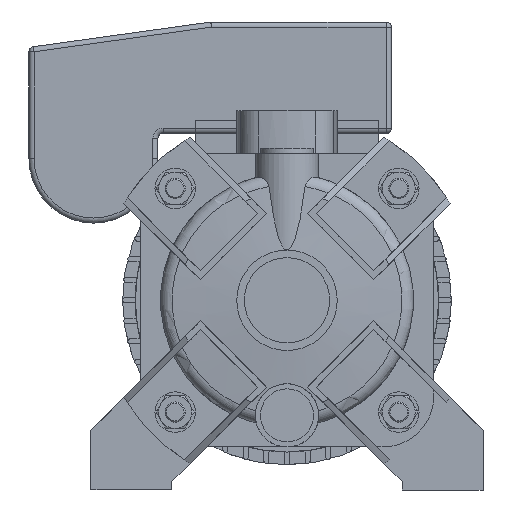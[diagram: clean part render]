
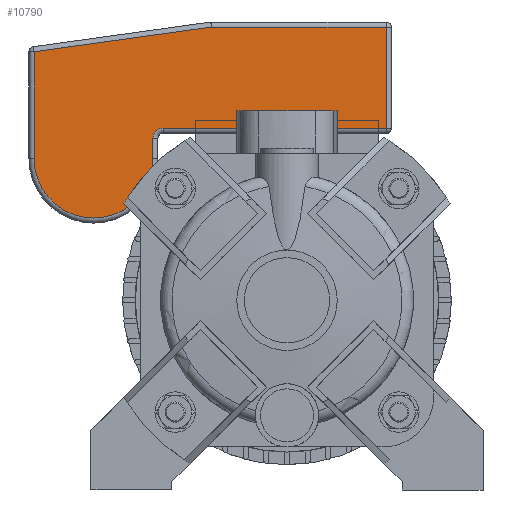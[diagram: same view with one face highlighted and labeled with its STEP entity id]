
A CAD part, left-side view. The second image highlights one B-rep face of the part: STEP entity #10790.
In plain terms, the highlighted planar face has unit normal (-1, 0, 0).
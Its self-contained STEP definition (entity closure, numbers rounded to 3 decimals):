
#1199=LINE('',#19558,#1978);
#1201=LINE('',#19567,#1980);
#1203=LINE('',#19605,#1982);
#1209=LINE('',#19621,#1988);
#1215=LINE('',#19630,#1994);
#1221=LINE('',#19639,#2000);
#1978=VECTOR('',#14719,10.);
#1980=VECTOR('',#14731,10.);
#1982=VECTOR('',#14775,10.);
#1988=VECTOR('',#14795,10.);
#1994=VECTOR('',#14807,10.);
#2000=VECTOR('',#14819,10.);
#2335=PLANE('',#11936);
#3087=FACE_OUTER_BOUND('',#3832,.T.);
#3832=EDGE_LOOP('',(#9859,#9860,#9861,#9862,#9863,#9864,#9865,#9866));
#4402=CIRCLE('',#11873,4.);
#4409=CIRCLE('',#11884,23.5);
#5415=VERTEX_POINT('',#19536);
#5417=VERTEX_POINT('',#19540);
#5420=VERTEX_POINT('',#19550);
#5421=VERTEX_POINT('',#19554);
#5423=VERTEX_POINT('',#19560);
#5429=VERTEX_POINT('',#19577);
#5435=VERTEX_POINT('',#19591);
#5438=VERTEX_POINT('',#19598);
#6888=EDGE_CURVE('',#5417,#5415,#4402,.T.);
#6896=EDGE_CURVE('',#5415,#5421,#1199,.T.);
#6899=EDGE_CURVE('',#5421,#5423,#4409,.T.);
#6901=EDGE_CURVE('',#5423,#5420,#1201,.T.);
#6918=EDGE_CURVE('',#5438,#5417,#1203,.T.);
#6927=EDGE_CURVE('',#5435,#5438,#1209,.T.);
#6933=EDGE_CURVE('',#5429,#5435,#1215,.T.);
#6939=EDGE_CURVE('',#5420,#5429,#1221,.T.);
#9859=ORIENTED_EDGE('',*,*,#6888,.F.);
#9860=ORIENTED_EDGE('',*,*,#6918,.F.);
#9861=ORIENTED_EDGE('',*,*,#6927,.F.);
#9862=ORIENTED_EDGE('',*,*,#6933,.F.);
#9863=ORIENTED_EDGE('',*,*,#6939,.F.);
#9864=ORIENTED_EDGE('',*,*,#6901,.F.);
#9865=ORIENTED_EDGE('',*,*,#6899,.F.);
#9866=ORIENTED_EDGE('',*,*,#6896,.F.);
#10790=ADVANCED_FACE('',(#3087),#2335,.F.);
#11873=AXIS2_PLACEMENT_3D('',#19542,#14700,#14701);
#11884=AXIS2_PLACEMENT_3D('',#19564,#14726,#14727);
#11936=AXIS2_PLACEMENT_3D('',#19673,#14862,#14863);
#14700=DIRECTION('center_axis',(-1.,0.,0.));
#14701=DIRECTION('ref_axis',(0.,0.707,0.707));
#14719=DIRECTION('',(0.,0.,-1.));
#14726=DIRECTION('center_axis',(1.,0.,0.));
#14727=DIRECTION('ref_axis',(0.,0.,-1.));
#14731=DIRECTION('',(0.,0.,1.));
#14775=DIRECTION('',(0.,1.,0.));
#14795=DIRECTION('',(0.,0.,-1.));
#14807=DIRECTION('',(0.,-1.,0.));
#14819=DIRECTION('',(0.,-0.99,0.138));
#14862=DIRECTION('center_axis',(1.,0.,0.));
#14863=DIRECTION('ref_axis',(0.,0.,-1.));
#19536=CARTESIAN_POINT('',(52.75,53.,139.));
#19540=CARTESIAN_POINT('',(52.75,49.,143.));
#19542=CARTESIAN_POINT('Origin',(52.75,49.,139.));
#19550=CARTESIAN_POINT('',(52.75,100.,173.259));
#19554=CARTESIAN_POINT('',(52.75,53.,131.));
#19558=CARTESIAN_POINT('',(52.75,53.,126.528));
#19560=CARTESIAN_POINT('',(52.75,100.,131.));
#19564=CARTESIAN_POINT('Origin',(52.75,76.5,131.));
#19567=CARTESIAN_POINT('',(52.75,100.,148.528));
#19577=CARTESIAN_POINT('',(52.75,29.862,183.));
#19591=CARTESIAN_POINT('',(52.75,-39.25,183.));
#19598=CARTESIAN_POINT('',(52.75,-39.25,143.));
#19605=CARTESIAN_POINT('',(52.75,63.75,143.));
#19621=CARTESIAN_POINT('',(52.75,-39.25,131.528));
#19630=CARTESIAN_POINT('',(52.75,38.25,183.));
#19639=CARTESIAN_POINT('',(52.75,56.823,179.255));
#19673=CARTESIAN_POINT('Origin',(52.75,76.5,122.057));
